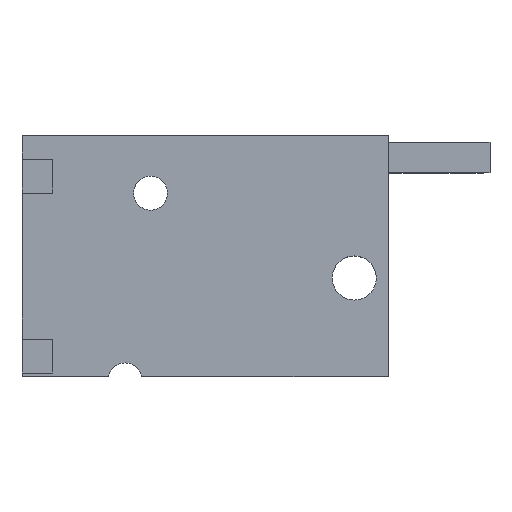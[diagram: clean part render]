
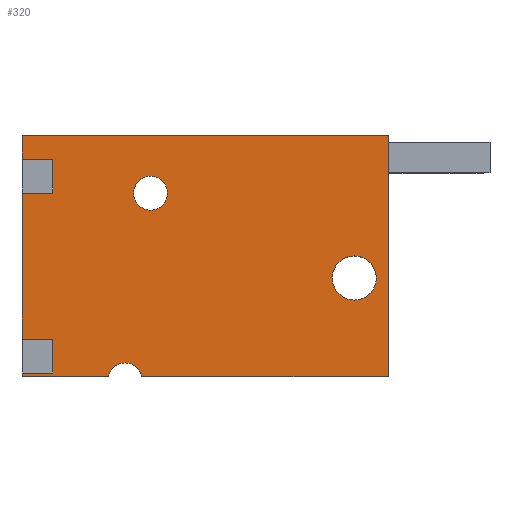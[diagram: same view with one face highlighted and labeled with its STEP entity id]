
A CAD part, top view. The second image highlights one B-rep face of the part: STEP entity #320.
In plain terms, the highlighted planar face has unit normal (0, 0, 1).
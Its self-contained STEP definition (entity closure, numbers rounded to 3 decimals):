
#9 = LINE ( 'NONE', #206, #402 ) ;
#10 = AXIS2_PLACEMENT_3D ( 'NONE', #517, #244, #321 ) ;
#13 = ORIENTED_EDGE ( 'NONE', *, *, #165, .F. ) ;
#18 = VERTEX_POINT ( 'NONE', #684 ) ;
#20 = DIRECTION ( 'NONE',  ( 0., -1., 0. ) ) ;
#21 = EDGE_CURVE ( 'NONE', #497, #747, #275, .T. ) ;
#27 = ORIENTED_EDGE ( 'NONE', *, *, #94, .T. ) ;
#34 = VERTEX_POINT ( 'NONE', #878 ) ;
#39 = DIRECTION ( 'NONE',  ( 0., 0., -1. ) ) ;
#41 = ORIENTED_EDGE ( 'NONE', *, *, #290, .F. ) ;
#48 = VECTOR ( 'NONE', #392, 1000. ) ;
#50 = EDGE_CURVE ( 'NONE', #520, #728, #752, .T. ) ;
#52 = DIRECTION ( 'NONE',  ( -1., 0., 0. ) ) ;
#55 = CARTESIAN_POINT ( 'NONE',  ( -6.287, 3.25, 1. ) ) ;
#56 = EDGE_CURVE ( 'NONE', #826, #639, #133, .T. ) ;
#58 = VECTOR ( 'NONE', #481, 1000. ) ;
#66 = PLANE ( 'NONE',  #502 ) ;
#81 = CARTESIAN_POINT ( 'NONE',  ( 4.5, -3.15, 1. ) ) ;
#84 = LINE ( 'NONE', #359, #887 ) ;
#86 = ORIENTED_EDGE ( 'NONE', *, *, #565, .F. ) ;
#94 = EDGE_CURVE ( 'NONE', #556, #143, #161, .T. ) ;
#97 = LINE ( 'NONE', #644, #587 ) ;
#98 = EDGE_CURVE ( 'NONE', #820, #452, #757, .T. ) ;
#101 = VECTOR ( 'NONE', #740, 1000. ) ;
#128 = CARTESIAN_POINT ( 'NONE',  ( -6.287, -2.05, 1. ) ) ;
#133 = LINE ( 'NONE', #616, #791 ) ;
#140 = CARTESIAN_POINT ( 'NONE',  ( 4.5, -3.15, 1. ) ) ;
#143 = VERTEX_POINT ( 'NONE', #632 ) ;
#146 = DIRECTION ( 'NONE',  ( 1., 0., 0. ) ) ;
#160 = DIRECTION ( 'NONE',  ( -1., 0., 0. ) ) ;
#161 = CIRCLE ( 'NONE', #552, 0.65 ) ;
#165 = EDGE_CURVE ( 'NONE', #574, #34, #568, .T. ) ;
#170 = CIRCLE ( 'NONE', #10, 0.65 ) ;
#177 = CARTESIAN_POINT ( 'NONE',  ( -3., 2.25, 1. ) ) ;
#179 = CARTESIAN_POINT ( 'NONE',  ( -5.387, 3.25, 1. ) ) ;
#188 = ORIENTED_EDGE ( 'NONE', *, *, #56, .F. ) ;
#193 = ORIENTED_EDGE ( 'NONE', *, *, #529, .T. ) ;
#199 = CARTESIAN_POINT ( 'NONE',  ( -5.387, 2.25, 1. ) ) ;
#203 = EDGE_CURVE ( 'NONE', #387, #558, #850, .T. ) ;
#205 = AXIS2_PLACEMENT_3D ( 'NONE', #559, #409, #630 ) ;
#206 = CARTESIAN_POINT ( 'NONE',  ( -5.387, -3.05, 1. ) ) ;
#208 = VECTOR ( 'NONE', #160, 1000. ) ;
#209 = DIRECTION ( 'NONE',  ( -1., 0., 0. ) ) ;
#214 = CARTESIAN_POINT ( 'NONE',  ( -5.387, -2.05, 1. ) ) ;
#221 = ORIENTED_EDGE ( 'NONE', *, *, #50, .F. ) ;
#224 = CARTESIAN_POINT ( 'NONE',  ( 4.5, -3.15, 1. ) ) ;
#244 = DIRECTION ( 'NONE',  ( 0., 0., -1. ) ) ;
#251 = ORIENTED_EDGE ( 'NONE', *, *, #722, .F. ) ;
#253 = DIRECTION ( 'NONE',  ( 1., 0., 0. ) ) ;
#255 = VERTEX_POINT ( 'NONE', #278 ) ;
#257 = CARTESIAN_POINT ( 'NONE',  ( -3.25, -3.25, 1. ) ) ;
#258 = CARTESIAN_POINT ( 'NONE',  ( -6.287, 2.25, 1. ) ) ;
#263 = DIRECTION ( 'NONE',  ( 0., 0., 1. ) ) ;
#264 = ORIENTED_EDGE ( 'NONE', *, *, #203, .T. ) ;
#275 = LINE ( 'NONE', #55, #58 ) ;
#278 = CARTESIAN_POINT ( 'NONE',  ( -6.287, -2.05, 1. ) ) ;
#289 = VECTOR ( 'NONE', #312, 1000. ) ;
#290 = EDGE_CURVE ( 'NONE', #548, #574, #9, .T. ) ;
#297 = DIRECTION ( 'NONE',  ( 0., 1., 0. ) ) ;
#302 = CARTESIAN_POINT ( 'NONE',  ( -6.287, -3.15, 1. ) ) ;
#312 = DIRECTION ( 'NONE',  ( 0., 1., 0. ) ) ;
#314 = EDGE_LOOP ( 'NONE', ( #418, #13, #41, #807, #399, #86, #251, #590, #221, #780, #655, #646, #188, #484 ) ) ;
#316 = EDGE_CURVE ( 'NONE', #452, #548, #84, .T. ) ;
#320 = ADVANCED_FACE ( 'NONE', ( #571, #838, #689 ), #66, .F. ) ;
#321 = DIRECTION ( 'NONE',  ( -1., 0., 0. ) ) ;
#327 = CARTESIAN_POINT ( 'NONE',  ( -5.387, -3.05, 1. ) ) ;
#336 = CARTESIAN_POINT ( 'NONE',  ( -6.287, 3.95, 1. ) ) ;
#348 = EDGE_CURVE ( 'NONE', #143, #556, #170, .T. ) ;
#359 = CARTESIAN_POINT ( 'NONE',  ( -6.287, -3.15, 1. ) ) ;
#363 = EDGE_CURVE ( 'NONE', #255, #826, #792, .T. ) ;
#368 = CARTESIAN_POINT ( 'NONE',  ( -2., 2.25, 1. ) ) ;
#372 = LINE ( 'NONE', #81, #208 ) ;
#385 = CARTESIAN_POINT ( 'NONE',  ( -6.287, -3.05, 1. ) ) ;
#387 = VERTEX_POINT ( 'NONE', #368 ) ;
#388 = AXIS2_PLACEMENT_3D ( 'NONE', #860, #863, #678 ) ;
#392 = DIRECTION ( 'NONE',  ( -1., 0., 0. ) ) ;
#399 = ORIENTED_EDGE ( 'NONE', *, *, #98, .F. ) ;
#402 = VECTOR ( 'NONE', #146, 1000. ) ;
#409 = DIRECTION ( 'NONE',  ( 0., 0., -1. ) ) ;
#412 = DIRECTION ( 'NONE',  ( 0., 1., 0. ) ) ;
#418 = ORIENTED_EDGE ( 'NONE', *, *, #500, .F. ) ;
#419 = CIRCLE ( 'NONE', #388, 0.5 ) ;
#426 = CARTESIAN_POINT ( 'NONE',  ( 4.5, 3.95, 1. ) ) ;
#427 = EDGE_LOOP ( 'NONE', ( #27, #683 ) ) ;
#432 = EDGE_CURVE ( 'NONE', #728, #658, #97, .T. ) ;
#439 = EDGE_CURVE ( 'NONE', #747, #520, #716, .T. ) ;
#452 = VERTEX_POINT ( 'NONE', #844 ) ;
#459 = LINE ( 'NONE', #128, #48 ) ;
#464 = CARTESIAN_POINT ( 'NONE',  ( 2.85, -0.25, 1. ) ) ;
#481 = DIRECTION ( 'NONE',  ( -1., 0., 0. ) ) ;
#484 = ORIENTED_EDGE ( 'NONE', *, *, #363, .F. ) ;
#497 = VERTEX_POINT ( 'NONE', #857 ) ;
#500 = EDGE_CURVE ( 'NONE', #34, #255, #459, .T. ) ;
#502 = AXIS2_PLACEMENT_3D ( 'NONE', #581, #39, #507 ) ;
#507 = DIRECTION ( 'NONE',  ( -1., 0., 0. ) ) ;
#509 = CIRCLE ( 'NONE', #672, 0.5 ) ;
#517 = CARTESIAN_POINT ( 'NONE',  ( 3.5, -0.25, 1. ) ) ;
#518 = VECTOR ( 'NONE', #537, 1000. ) ;
#520 = VERTEX_POINT ( 'NONE', #799 ) ;
#529 = EDGE_CURVE ( 'NONE', #558, #387, #419, .T. ) ;
#531 = LINE ( 'NONE', #179, #101 ) ;
#537 = DIRECTION ( 'NONE',  ( 1., 0., 0. ) ) ;
#548 = VERTEX_POINT ( 'NONE', #385 ) ;
#550 = DIRECTION ( 'NONE',  ( 0., 0., -1. ) ) ;
#551 = VECTOR ( 'NONE', #412, 1000. ) ;
#552 = AXIS2_PLACEMENT_3D ( 'NONE', #891, #550, #209 ) ;
#556 = VERTEX_POINT ( 'NONE', #464 ) ;
#558 = VERTEX_POINT ( 'NONE', #177 ) ;
#559 = CARTESIAN_POINT ( 'NONE',  ( -2.5, 2.25, 1. ) ) ;
#565 = EDGE_CURVE ( 'NONE', #18, #820, #509, .T. ) ;
#568 = LINE ( 'NONE', #214, #551 ) ;
#571 = FACE_BOUND ( 'NONE', #427, .T. ) ;
#574 = VERTEX_POINT ( 'NONE', #327 ) ;
#581 = CARTESIAN_POINT ( 'NONE',  ( 0., 0., 1. ) ) ;
#586 = DIRECTION ( 'NONE',  ( 0., 1., 0. ) ) ;
#587 = VECTOR ( 'NONE', #20, 1000. ) ;
#590 = ORIENTED_EDGE ( 'NONE', *, *, #432, .F. ) ;
#592 = CARTESIAN_POINT ( 'NONE',  ( -3.74, -3.15, 1. ) ) ;
#596 = CARTESIAN_POINT ( 'NONE',  ( -6.287, -3.15, 1. ) ) ;
#616 = CARTESIAN_POINT ( 'NONE',  ( -5.387, 2.25, 1. ) ) ;
#630 = DIRECTION ( 'NONE',  ( -1., 0., 0. ) ) ;
#632 = CARTESIAN_POINT ( 'NONE',  ( 4.15, -0.25, 1. ) ) ;
#639 = VERTEX_POINT ( 'NONE', #199 ) ;
#644 = CARTESIAN_POINT ( 'NONE',  ( 4.5, 3.95, 1. ) ) ;
#646 = ORIENTED_EDGE ( 'NONE', *, *, #875, .F. ) ;
#655 = ORIENTED_EDGE ( 'NONE', *, *, #21, .F. ) ;
#658 = VERTEX_POINT ( 'NONE', #224 ) ;
#669 = VECTOR ( 'NONE', #52, 1000. ) ;
#672 = AXIS2_PLACEMENT_3D ( 'NONE', #257, #263, #253 ) ;
#678 = DIRECTION ( 'NONE',  ( -1., 0., 0. ) ) ;
#683 = ORIENTED_EDGE ( 'NONE', *, *, #348, .T. ) ;
#684 = CARTESIAN_POINT ( 'NONE',  ( -2.76, -3.15, 1. ) ) ;
#689 = FACE_OUTER_BOUND ( 'NONE', #314, .T. ) ;
#706 = CARTESIAN_POINT ( 'NONE',  ( -6.287, 3.25, 1. ) ) ;
#716 = LINE ( 'NONE', #302, #741 ) ;
#722 = EDGE_CURVE ( 'NONE', #658, #18, #372, .T. ) ;
#728 = VERTEX_POINT ( 'NONE', #426 ) ;
#740 = DIRECTION ( 'NONE',  ( 0., 1., 0. ) ) ;
#741 = VECTOR ( 'NONE', #586, 1000. ) ;
#747 = VERTEX_POINT ( 'NONE', #706 ) ;
#752 = LINE ( 'NONE', #336, #518 ) ;
#757 = LINE ( 'NONE', #140, #669 ) ;
#780 = ORIENTED_EDGE ( 'NONE', *, *, #439, .F. ) ;
#791 = VECTOR ( 'NONE', #810, 1000. ) ;
#792 = LINE ( 'NONE', #596, #289 ) ;
#799 = CARTESIAN_POINT ( 'NONE',  ( -6.287, 3.95, 1. ) ) ;
#807 = ORIENTED_EDGE ( 'NONE', *, *, #316, .F. ) ;
#810 = DIRECTION ( 'NONE',  ( 1., 0., 0. ) ) ;
#820 = VERTEX_POINT ( 'NONE', #592 ) ;
#826 = VERTEX_POINT ( 'NONE', #258 ) ;
#837 = EDGE_LOOP ( 'NONE', ( #193, #264 ) ) ;
#838 = FACE_BOUND ( 'NONE', #837, .T. ) ;
#844 = CARTESIAN_POINT ( 'NONE',  ( -6.287, -3.15, 1. ) ) ;
#850 = CIRCLE ( 'NONE', #205, 0.5 ) ;
#857 = CARTESIAN_POINT ( 'NONE',  ( -5.387, 3.25, 1. ) ) ;
#860 = CARTESIAN_POINT ( 'NONE',  ( -2.5, 2.25, 1. ) ) ;
#863 = DIRECTION ( 'NONE',  ( 0., 0., -1. ) ) ;
#875 = EDGE_CURVE ( 'NONE', #639, #497, #531, .T. ) ;
#878 = CARTESIAN_POINT ( 'NONE',  ( -5.387, -2.05, 1. ) ) ;
#887 = VECTOR ( 'NONE', #297, 1000. ) ;
#891 = CARTESIAN_POINT ( 'NONE',  ( 3.5, -0.25, 1. ) ) ;
